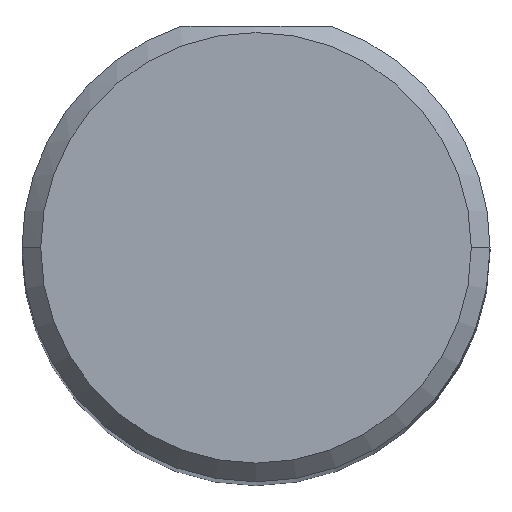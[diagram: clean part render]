
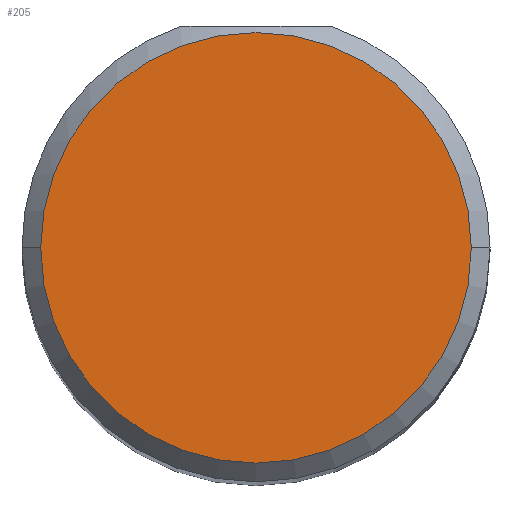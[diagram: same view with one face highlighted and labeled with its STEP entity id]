
A CAD part, top view. The second image highlights one B-rep face of the part: STEP entity #205.
In plain terms, the highlighted planar face has unit normal (0, 0, 1).
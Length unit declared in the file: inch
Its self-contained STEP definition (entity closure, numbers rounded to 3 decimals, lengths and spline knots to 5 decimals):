
#15 = ORIENTED_EDGE ( 'NONE', *, *, #537, .F. ) ;
#44 = CARTESIAN_POINT ( 'NONE',  ( 0.5775, 0., 2.5 ) ) ;
#53 = DIRECTION ( 'NONE',  ( -1., 0., 0. ) ) ;
#106 = CIRCLE ( 'NONE', #454, 0.1725 ) ;
#112 = CARTESIAN_POINT ( 'NONE',  ( 0.75, 0., 2.5 ) ) ;
#123 = ORIENTED_EDGE ( 'NONE', *, *, #334, .F. ) ;
#152 = DIRECTION ( 'NONE',  ( 0., 0., -1. ) ) ;
#171 = CARTESIAN_POINT ( 'NONE',  ( 0.9225, 0., 2.5 ) ) ;
#186 = AXIS2_PLACEMENT_3D ( 'NONE', #500, #152, #53 ) ;
#201 = DIRECTION ( 'NONE',  ( 0., 0., 1. ) ) ;
#205 = ADVANCED_FACE ( 'NONE', ( #368 ), #320, .T. ) ;
#222 = CARTESIAN_POINT ( 'NONE',  ( 0.75, 0., 2.5 ) ) ;
#224 = AXIS2_PLACEMENT_3D ( 'NONE', #112, #201, #377 ) ;
#261 = DIRECTION ( 'NONE',  ( -1., 0., 0. ) ) ;
#307 = VERTEX_POINT ( 'NONE', #44 ) ;
#320 = PLANE ( 'NONE',  #224 ) ;
#334 = EDGE_CURVE ( 'NONE', #307, #496, #106, .T. ) ;
#359 = EDGE_LOOP ( 'NONE', ( #15, #123 ) ) ;
#368 = FACE_OUTER_BOUND ( 'NONE', #359, .T. ) ;
#377 = DIRECTION ( 'NONE',  ( -1., 0., 0. ) ) ;
#434 = CIRCLE ( 'NONE', #186, 0.1725 ) ;
#454 = AXIS2_PLACEMENT_3D ( 'NONE', #222, #487, #261 ) ;
#487 = DIRECTION ( 'NONE',  ( 0., 0., -1. ) ) ;
#496 = VERTEX_POINT ( 'NONE', #171 ) ;
#500 = CARTESIAN_POINT ( 'NONE',  ( 0.75, 0., 2.5 ) ) ;
#537 = EDGE_CURVE ( 'NONE', #496, #307, #434, .T. ) ;
